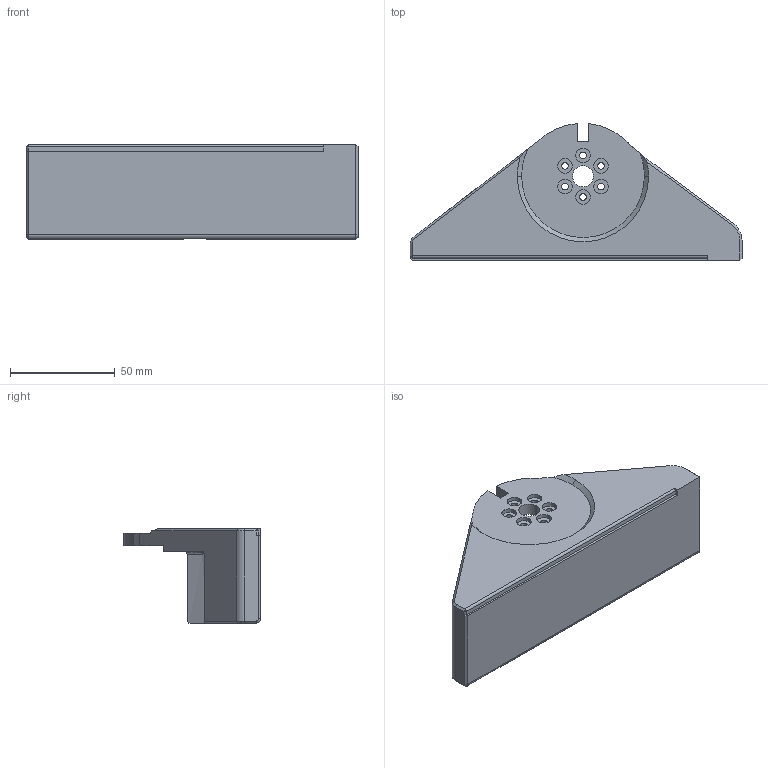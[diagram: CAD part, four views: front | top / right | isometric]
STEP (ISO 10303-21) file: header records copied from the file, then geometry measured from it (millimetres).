
FILE_DESCRIPTION (( 'STEP AP214' ), '1' );
FILE_NAME ('逋傷6.STEP', '2024-10-07T07:26:59', ( '' ), ( '' ), 'SwSTEP 2.0', 'SolidWorks 2020', '' );
FILE_SCHEMA (( 'AUTOMOTIVE_DESIGN' ));
Length unit declared in the file: millimetre
Products named in the file (1): 逋傷6
Bounding box: 158.56 x 65.36 x 45 mm (x, y, z)
Volume: 130654.7 mm3; surface area: 30180.7 mm2
Topology: 1 solids, 1 shells, 88 faces, 222 edges, 141 vertices
Faces by surface type: cylinder 40, plane 34, cone 11, torus 3
Entity records: 2750 total; most frequent: CARTESIAN_POINT 515, DIRECTION 484, ORIENTED_EDGE 442, EDGE_CURVE 221, AXIS2_PLACEMENT_3D 186, VERTEX_POINT 141, LINE 112, VECTOR 112
